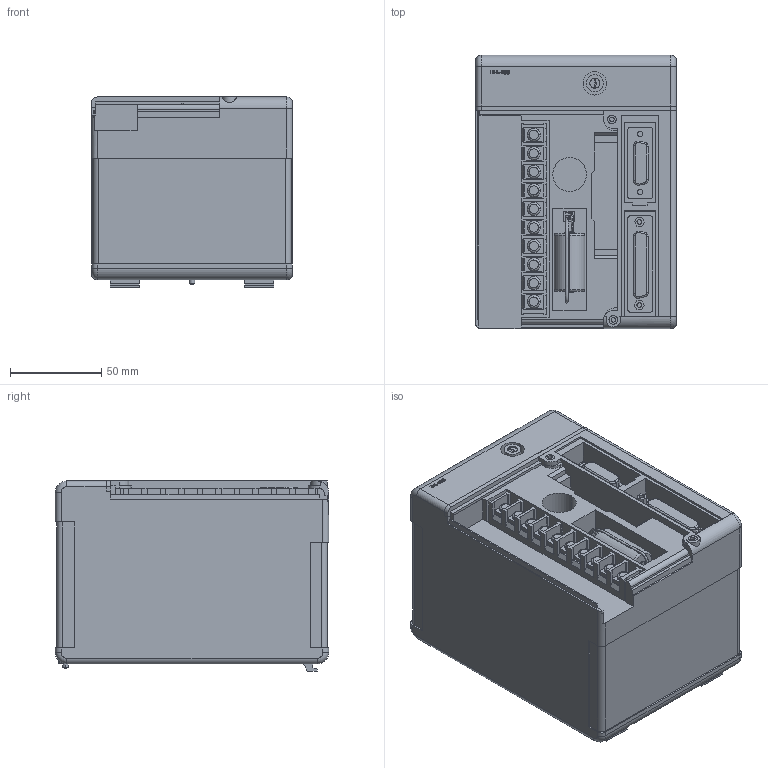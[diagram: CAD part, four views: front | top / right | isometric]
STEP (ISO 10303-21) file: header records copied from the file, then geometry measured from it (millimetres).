
FILE_DESCRIPTION (( 'STEP AP214' ), '1' );
FILE_NAME ('D4-430.step', '2014-09-23T18:04:14', ( '' ), ( '' ), 'SwSTEP 2.0', 'SolidWorks 2014', '' );
FILE_SCHEMA (( 'AUTOMOTIVE_DESIGN' ));
Length unit declared in the file: inch
Products named in the file (1): D4-430
Bounding box: 110.24 x 149.99 x 104.29 mm (x, y, z)
Volume: 1486862.1 mm3; surface area: 115093.7 mm2
Topology: 2 solids, 2 shells, 755 faces, 1971 edges, 1293 vertices
Faces by surface type: plane 563, cylinder 116, torus 41, bspline 31, cone 4
Entity records: 32296 total; most frequent: CARTESIAN_POINT 6971, ORIENTED_EDGE 3942, DIRECTION 3656, EDGE_CURVE 1971, VECTOR 1586, LINE 1586, VERTEX_POINT 1293, AXIS2_PLACEMENT_3D 1035
